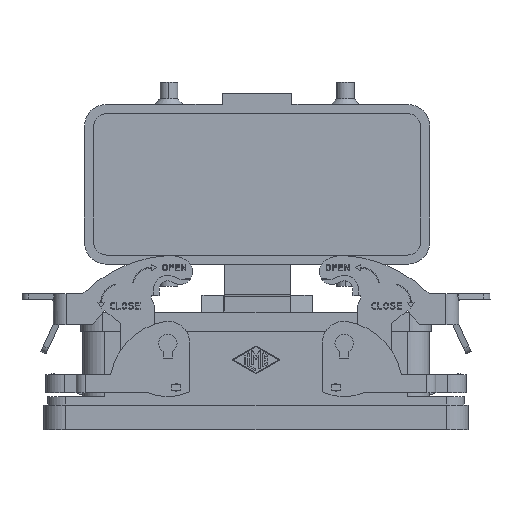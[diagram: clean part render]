
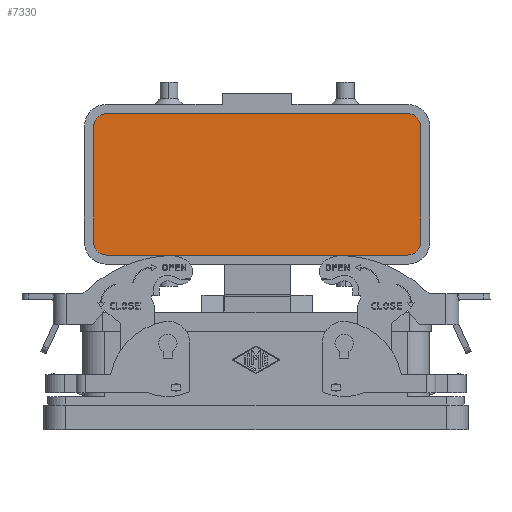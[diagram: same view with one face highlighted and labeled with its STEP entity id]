
A CAD part, front view. The second image highlights one B-rep face of the part: STEP entity #7330.
In plain terms, the highlighted planar face has unit normal (0, -1, 0).
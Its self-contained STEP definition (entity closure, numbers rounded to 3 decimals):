
#5890=CARTESIAN_POINT('',(17.,44.5,22.5));
#5900=VERTEX_POINT('',#5890);
#5980=CARTESIAN_POINT('',(-65.,44.5,22.5));
#5990=VERTEX_POINT('',#5980);
#6020=CARTESIAN_POINT('',(0.,44.5,22.5));
#6030=DIRECTION('',(-1.,0.,0.));
#6040=VECTOR('',#6030,1.);
#6050=LINE('',#6020,#6040);
#6060=EDGE_CURVE('',#5900,#5990,#6050,.T.);
#6200=CARTESIAN_POINT('',(20.5,44.5,26.));
#6210=VERTEX_POINT('',#6200);
#6260=CARTESIAN_POINT('',(17.,44.5,26.));
#6270=DIRECTION('',(0.,1.,0.));
#6280=DIRECTION('',(-1.,0.,0.));
#6290=AXIS2_PLACEMENT_3D('',#6260,#6270,#6280);
#6300=CIRCLE('',#6290,3.5);
#6310=EDGE_CURVE('',#6210,#5900,#6300,.T.);
#6450=CARTESIAN_POINT('',(20.5,44.5,57.5));
#6460=VERTEX_POINT('',#6450);
#6510=CARTESIAN_POINT('',(20.5,44.5,0.));
#6520=DIRECTION('',(0.,0.,1.));
#6530=VECTOR('',#6520,1.);
#6540=LINE('',#6510,#6530);
#6550=EDGE_CURVE('',#6210,#6460,#6540,.T.);
#6690=CARTESIAN_POINT('',(-65.,44.5,61.));
#6700=VERTEX_POINT('',#6690);
#6780=CARTESIAN_POINT('',(17.,44.5,61.));
#6790=VERTEX_POINT('',#6780);
#6820=CARTESIAN_POINT('',(0.,44.5,61.));
#6830=DIRECTION('',(1.,0.,0.));
#6840=VECTOR('',#6830,1.);
#6850=LINE('',#6820,#6840);
#6860=EDGE_CURVE('',#6700,#6790,#6850,.T.);
#6910=CARTESIAN_POINT('',(-24.,44.5,
41.75));
#6920=DIRECTION('',(0.,1.,0.));
#6930=DIRECTION('',(0.,0.,1.));
#6940=AXIS2_PLACEMENT_3D('',#6910,#6920,#6930);
#6950=PLANE('',#6940);
#6960=ORIENTED_EDGE('',*,*,#6060,.F.);
#6970=CARTESIAN_POINT('',(-65.,44.5,26.));
#6980=DIRECTION('',(0.,1.,0.));
#6990=DIRECTION('',(0.,0.,1.));
#7000=AXIS2_PLACEMENT_3D('',#6970,#6980,#6990);
#7010=CIRCLE('',#7000,3.5);
#7020=CARTESIAN_POINT('',(-68.5,44.5,26.));
#7030=VERTEX_POINT('',#7020);
#7040=EDGE_CURVE('',#5990,#7030,#7010,.T.);
#7050=ORIENTED_EDGE('',*,*,#7040,.F.);
#7060=CARTESIAN_POINT('',(-68.5,44.5,0.));
#7070=DIRECTION('',(0.,0.,1.));
#7080=VECTOR('',#7070,1.);
#7090=LINE('',#7060,#7080);
#7100=CARTESIAN_POINT('',(-68.5,44.5,57.5));
#7110=VERTEX_POINT('',#7100);
#7120=EDGE_CURVE('',#7030,#7110,#7090,.T.);
#7130=ORIENTED_EDGE('',*,*,#7120,.F.);
#7140=CARTESIAN_POINT('',(-65.,44.5,57.5));
#7150=DIRECTION('',(0.,1.,0.));
#7160=DIRECTION('',(1.,0.,0.));
#7170=AXIS2_PLACEMENT_3D('',#7140,#7150,#7160);
#7180=CIRCLE('',#7170,3.5);
#7190=EDGE_CURVE('',#7110,#6700,#7180,.T.);
#7200=ORIENTED_EDGE('',*,*,#7190,.F.);
#7210=ORIENTED_EDGE('',*,*,#6860,.F.);
#7220=CARTESIAN_POINT('',(17.,44.5,57.5));
#7230=DIRECTION('',(0.,1.,0.));
#7240=DIRECTION('',(0.,0.,-1.));
#7250=AXIS2_PLACEMENT_3D('',#7220,#7230,#7240);
#7260=CIRCLE('',#7250,3.5);
#7270=EDGE_CURVE('',#6790,#6460,#7260,.T.);
#7280=ORIENTED_EDGE('',*,*,#7270,.F.);
#7290=ORIENTED_EDGE('',*,*,#6550,.T.);
#7300=ORIENTED_EDGE('',*,*,#6310,.F.);
#7310=EDGE_LOOP('',(#7300,#7290,#7280,#7210,#7200,#7130,#7050,#6960));
#7320=FACE_OUTER_BOUND('',#7310,.T.);
#7330=ADVANCED_FACE('',(#7320),#6950,.F.);
